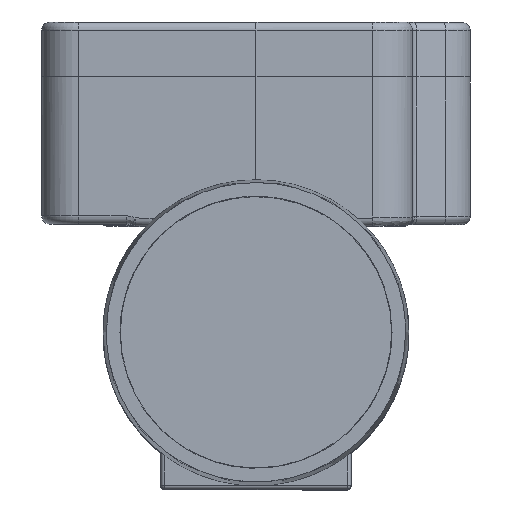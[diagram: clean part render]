
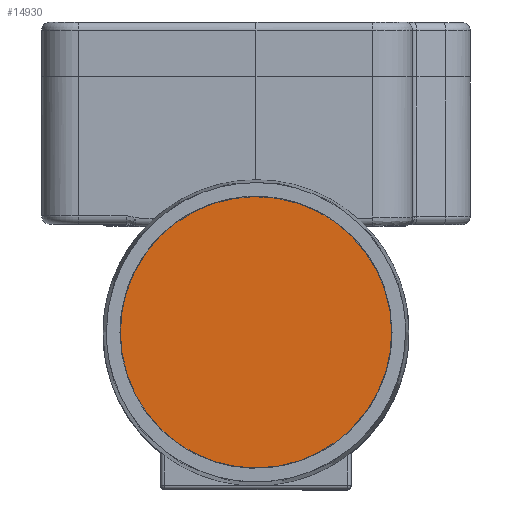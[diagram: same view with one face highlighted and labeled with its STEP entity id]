
A CAD part, top view. The second image highlights one B-rep face of the part: STEP entity #14930.
In plain terms, the highlighted planar face has unit normal (0, 0, 1).
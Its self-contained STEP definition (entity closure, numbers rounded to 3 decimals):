
#16445 = EDGE_CURVE ( 'NONE', #20603, #20738, #7961, .T. ) ;
#16861 = EDGE_CURVE ( 'NONE', #20738, #20603, #8208, .T. ) ;
#20603 = VERTEX_POINT ( 'NONE', #11520 ) ;
#20738 = VERTEX_POINT ( 'NONE', #11652 ) ;
#6888 = FACE_OUTER_BOUND ( 'NONE', #10804, .T. ) ;
#6889 = PLANE ( 'NONE',  #6890 ) ;
#6890 = AXIS2_PLACEMENT_3D ( 'NONE', #6891, #6892, #6893 ) ;
#6891 = CARTESIAN_POINT ( 'NONE',  ( 0., 9.971, 38. ) ) ;
#6892 = DIRECTION ( 'NONE',  ( 0., 0., -1. ) ) ;
#6893 = DIRECTION ( 'NONE',  ( -1., 0., 0. ) ) ;
#24134 = ORIENTED_EDGE ( 'NONE', *, *, #16861, .T. ) ;
#7961 = B_SPLINE_CURVE_WITH_KNOTS ( 'NONE', 3,
 ( #7962, #7963, #7964, #7965, #7966, #7967, #7968, #7969, #7970, #7971, #7972, #7973, #7984, #7985, #7986, #7987, #7988, #7989, #7990, #7991, #7992, #7993, #7994, #7995, #7996, #7997, #7998, #7999, #8005, #8006, #8007, #8008, #8009, #8010 ),
 .UNSPECIFIED., .F., .F.,
 ( 4, 2, 2, 2, 2, 2, 2, 2, 2, 2, 2, 2, 2, 2, 2, 2, 4 ),
 ( 0., 0.063, 0.125, 0.188, 0.25, 0.313, 0.375, 0.438, 0.5, 0.563, 0.625, 0.688, 0.75, 0.813, 0.875, 0.938, 1. ),
 .UNSPECIFIED. ) ;
#7962 = CARTESIAN_POINT ( 'NONE',  ( -9.971, 0., 38. ) ) ;
#7963 = CARTESIAN_POINT ( 'NONE',  ( -9.971, -0.653, 38. ) ) ;
#7964 = CARTESIAN_POINT ( 'NONE',  ( -9.907, -1.301, 38. ) ) ;
#7965 = CARTESIAN_POINT ( 'NONE',  ( -9.651, -2.59, 38. ) ) ;
#7966 = CARTESIAN_POINT ( 'NONE',  ( -9.462, -3.213, 38. ) ) ;
#7967 = CARTESIAN_POINT ( 'NONE',  ( -8.962, -4.419, 38. ) ) ;
#7968 = CARTESIAN_POINT ( 'NONE',  ( -8.655, -4.993, 38. ) ) ;
#7969 = CARTESIAN_POINT ( 'NONE',  ( -7.925, -6.086, 38. ) ) ;
#7970 = CARTESIAN_POINT ( 'NONE',  ( -7.513, -6.589, 38. ) ) ;
#7971 = CARTESIAN_POINT ( 'NONE',  ( -6.589, -7.512, 38. ) ) ;
#7972 = CARTESIAN_POINT ( 'NONE',  ( -6.086, -7.925, 38. ) ) ;
#7973 = CARTESIAN_POINT ( 'NONE',  ( -4.993, -8.655, 38. ) ) ;
#7984 = CARTESIAN_POINT ( 'NONE',  ( -4.419, -8.962, 38. ) ) ;
#7985 = CARTESIAN_POINT ( 'NONE',  ( -3.213, -9.462, 38. ) ) ;
#7986 = CARTESIAN_POINT ( 'NONE',  ( -2.59, -9.651, 38. ) ) ;
#7987 = CARTESIAN_POINT ( 'NONE',  ( -1.301, -9.907, 38. ) ) ;
#7988 = CARTESIAN_POINT ( 'NONE',  ( -0.653, -9.971, 38. ) ) ;
#7989 = CARTESIAN_POINT ( 'NONE',  ( 0.653, -9.971, 38. ) ) ;
#7990 = CARTESIAN_POINT ( 'NONE',  ( 1.301, -9.907, 38. ) ) ;
#7991 = CARTESIAN_POINT ( 'NONE',  ( 2.59, -9.651, 38. ) ) ;
#7992 = CARTESIAN_POINT ( 'NONE',  ( 3.213, -9.462, 38. ) ) ;
#7993 = CARTESIAN_POINT ( 'NONE',  ( 4.419, -8.962, 38. ) ) ;
#7994 = CARTESIAN_POINT ( 'NONE',  ( 4.993, -8.655, 38. ) ) ;
#7995 = CARTESIAN_POINT ( 'NONE',  ( 6.086, -7.925, 38. ) ) ;
#7996 = CARTESIAN_POINT ( 'NONE',  ( 6.589, -7.513, 38. ) ) ;
#7997 = CARTESIAN_POINT ( 'NONE',  ( 7.512, -6.589, 38. ) ) ;
#7998 = CARTESIAN_POINT ( 'NONE',  ( 7.925, -6.086, 38. ) ) ;
#7999 = CARTESIAN_POINT ( 'NONE',  ( 8.655, -4.993, 38. ) ) ;
#8005 = CARTESIAN_POINT ( 'NONE',  ( 8.962, -4.419, 38. ) ) ;
#8006 = CARTESIAN_POINT ( 'NONE',  ( 9.462, -3.213, 38. ) ) ;
#8007 = CARTESIAN_POINT ( 'NONE',  ( 9.651, -2.589, 38. ) ) ;
#8008 = CARTESIAN_POINT ( 'NONE',  ( 9.907, -1.301, 38. ) ) ;
#8009 = CARTESIAN_POINT ( 'NONE',  ( 9.971, -0.653, 38. ) ) ;
#8010 = CARTESIAN_POINT ( 'NONE',  ( 9.971, 0., 38. ) ) ;
#8208 = B_SPLINE_CURVE_WITH_KNOTS ( 'NONE', 3,
 ( #8212, #8213, #8214, #8215, #8216, #8217, #8218, #8219, #8220, #8221, #8222, #8223, #8224, #8225, #8226, #8227, #8235, #8236, #8237, #8238, #8239, #8240, #8241, #8242, #8243, #8244, #8245, #8246, #8247, #8248, #8249, #8250, #8264, #8265 ),
 .UNSPECIFIED., .F., .F.,
 ( 4, 2, 2, 2, 2, 2, 2, 2, 2, 2, 2, 2, 2, 2, 2, 2, 4 ),
 ( 0., 0.063, 0.125, 0.188, 0.25, 0.313, 0.375, 0.438, 0.5, 0.563, 0.625, 0.688, 0.75, 0.813, 0.875, 0.938, 1. ),
 .UNSPECIFIED. ) ;
#8212 = CARTESIAN_POINT ( 'NONE',  ( 9.971, 0., 38. ) ) ;
#8213 = CARTESIAN_POINT ( 'NONE',  ( 9.971, 0.653, 38. ) ) ;
#8214 = CARTESIAN_POINT ( 'NONE',  ( 9.907, 1.301, 38. ) ) ;
#8215 = CARTESIAN_POINT ( 'NONE',  ( 9.651, 2.59, 38. ) ) ;
#8216 = CARTESIAN_POINT ( 'NONE',  ( 9.462, 3.213, 38. ) ) ;
#8217 = CARTESIAN_POINT ( 'NONE',  ( 8.962, 4.419, 38. ) ) ;
#8218 = CARTESIAN_POINT ( 'NONE',  ( 8.655, 4.993, 38. ) ) ;
#8219 = CARTESIAN_POINT ( 'NONE',  ( 7.925, 6.086, 38. ) ) ;
#8220 = CARTESIAN_POINT ( 'NONE',  ( 7.513, 6.589, 38. ) ) ;
#8221 = CARTESIAN_POINT ( 'NONE',  ( 6.589, 7.512, 38. ) ) ;
#8222 = CARTESIAN_POINT ( 'NONE',  ( 6.086, 7.925, 38. ) ) ;
#8223 = CARTESIAN_POINT ( 'NONE',  ( 4.993, 8.655, 38. ) ) ;
#8224 = CARTESIAN_POINT ( 'NONE',  ( 4.419, 8.962, 38. ) ) ;
#8225 = CARTESIAN_POINT ( 'NONE',  ( 3.213, 9.462, 38. ) ) ;
#8226 = CARTESIAN_POINT ( 'NONE',  ( 2.59, 9.651, 38. ) ) ;
#8227 = CARTESIAN_POINT ( 'NONE',  ( 1.301, 9.907, 38. ) ) ;
#8235 = CARTESIAN_POINT ( 'NONE',  ( 0.653, 9.971, 38. ) ) ;
#8236 = CARTESIAN_POINT ( 'NONE',  ( -0.653, 9.971, 38. ) ) ;
#8237 = CARTESIAN_POINT ( 'NONE',  ( -1.301, 9.907, 38. ) ) ;
#8238 = CARTESIAN_POINT ( 'NONE',  ( -2.59, 9.651, 38. ) ) ;
#8239 = CARTESIAN_POINT ( 'NONE',  ( -3.213, 9.462, 38. ) ) ;
#8240 = CARTESIAN_POINT ( 'NONE',  ( -4.419, 8.962, 38. ) ) ;
#8241 = CARTESIAN_POINT ( 'NONE',  ( -4.993, 8.655, 38. ) ) ;
#8242 = CARTESIAN_POINT ( 'NONE',  ( -6.086, 7.925, 38. ) ) ;
#8243 = CARTESIAN_POINT ( 'NONE',  ( -6.589, 7.513, 38. ) ) ;
#8244 = CARTESIAN_POINT ( 'NONE',  ( -7.512, 6.589, 38. ) ) ;
#8245 = CARTESIAN_POINT ( 'NONE',  ( -7.925, 6.086, 38. ) ) ;
#8246 = CARTESIAN_POINT ( 'NONE',  ( -8.655, 4.993, 38. ) ) ;
#8247 = CARTESIAN_POINT ( 'NONE',  ( -8.962, 4.419, 38. ) ) ;
#8248 = CARTESIAN_POINT ( 'NONE',  ( -9.462, 3.213, 38. ) ) ;
#8249 = CARTESIAN_POINT ( 'NONE',  ( -9.651, 2.589, 38. ) ) ;
#8250 = CARTESIAN_POINT ( 'NONE',  ( -9.907, 1.301, 38. ) ) ;
#8264 = CARTESIAN_POINT ( 'NONE',  ( -9.971, 0.653, 38. ) ) ;
#8265 = CARTESIAN_POINT ( 'NONE',  ( -9.971, 0., 38. ) ) ;
#10804 = EDGE_LOOP ( 'NONE', ( #24134, #15008 ) ) ;
#11520 = CARTESIAN_POINT ( 'NONE',  ( -9.971, 0., 38. ) ) ;
#11652 = CARTESIAN_POINT ( 'NONE',  ( 9.971, 0., 38. ) ) ;
#14930 = ADVANCED_FACE ( 'NONE', ( #6888 ), #6889, .F. ) ;
#15008 = ORIENTED_EDGE ( 'NONE', *, *, #16445, .T. ) ;
